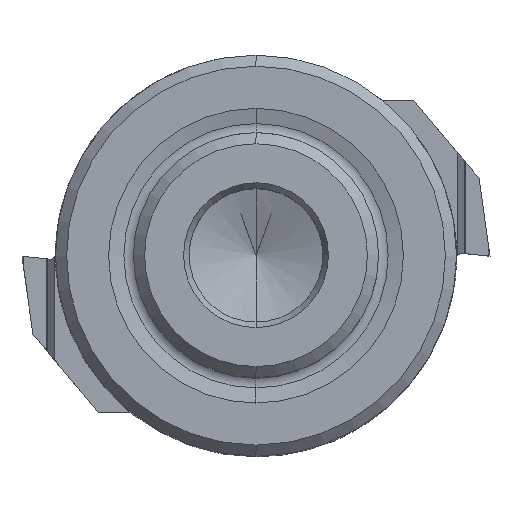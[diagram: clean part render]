
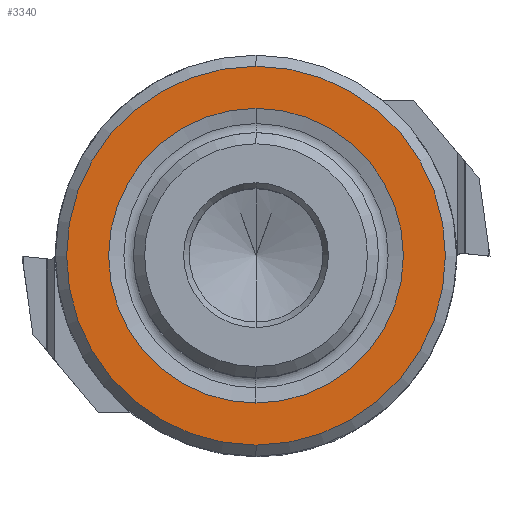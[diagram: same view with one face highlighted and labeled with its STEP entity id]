
A CAD part, top view. The second image highlights one B-rep face of the part: STEP entity #3340.
In plain terms, the highlighted planar face has unit normal (0, 0, 1).
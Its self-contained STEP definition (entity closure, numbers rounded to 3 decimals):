
#1356=VERTEX_POINT('NONE',#3599);
#1906=EDGE_CURVE('NONE',#1356,#3194,#4215,.T.);
#1936=VERTEX_POINT('NONE',#4246);
#2622=EDGE_CURVE('NONE',#3194,#1356,#4993,.F.);
#3062=EDGE_CURVE('NONE',#3150,#1936,#5479,.T.);
#3150=VERTEX_POINT('NONE',#5573);
#3194=VERTEX_POINT('NONE',#5622);
#3262=EDGE_CURVE('NONE',#1936,#3150,#5700,.F.);
#3340=ADVANCED_FACE('NONE',(#5784,#5785),#5786,.T.);
#3599=CARTESIAN_POINT('',(0.0,6.612,0.0));
#4215=CIRCLE('',#8490,6.612);
#4246=CARTESIAN_POINT('',(0.,8.5,0.0));
#4993=CIRCLE('',#9758,6.612);
#5479=CIRCLE('',#11354,8.5);
#5573=CARTESIAN_POINT('',(0.0,-8.5,0.0));
#5622=CARTESIAN_POINT('',(0.,-6.612,0.0));
#5700=CIRCLE('',#12299,8.5);
#5784=FACE_OUTER_BOUND('',#12447,.T.);
#5785=FACE_BOUND('',#12448,.T.);
#5786=PLANE('',#12449);
#8490=AXIS2_PLACEMENT_3D('',#13500,#13501,#13502);
#9758=AXIS2_PLACEMENT_3D('',#14365,#14366,#14367);
#11354=AXIS2_PLACEMENT_3D('',#14945,#14946,#14947);
#12299=AXIS2_PLACEMENT_3D('',#15215,#15216,#15217);
#12447=EDGE_LOOP('',(#15312,#15313));
#12448=EDGE_LOOP('',(#15314,#15315));
#12449=AXIS2_PLACEMENT_3D('',#15316,#15317,#15318);
#13500=CARTESIAN_POINT('',(0.0,0.0,0.0));
#13501=DIRECTION('',(0.0,-0.0,1.0));
#13502=DIRECTION('',(0.0,1.0,0.0));
#14365=CARTESIAN_POINT('',(0.0,0.0,0.0));
#14366=DIRECTION('',(0.0,0.0,-1.0));
#14367=DIRECTION('',(0.0,1.0,0.0));
#14945=CARTESIAN_POINT('',(0.0,0.0,0.0));
#14946=DIRECTION('',(0.0,0.0,1.0));
#14947=DIRECTION('',(0.0,-1.0,0.0));
#15215=CARTESIAN_POINT('',(0.0,0.0,0.0));
#15216=DIRECTION('',(0.0,0.0,-1.0));
#15217=DIRECTION('',(0.0,-1.0,0.0));
#15312=ORIENTED_EDGE('',*,*,#3062,.T.);
#15313=ORIENTED_EDGE('',*,*,#3262,.T.);
#15314=ORIENTED_EDGE('',*,*,#1906,.F.);
#15315=ORIENTED_EDGE('',*,*,#2622,.F.);
#15316=CARTESIAN_POINT('',(-5.5,0.0,0.0));
#15317=DIRECTION('',(0.0,-0.0,1.0));
#15318=DIRECTION('',(0.0,1.0,0.0));
